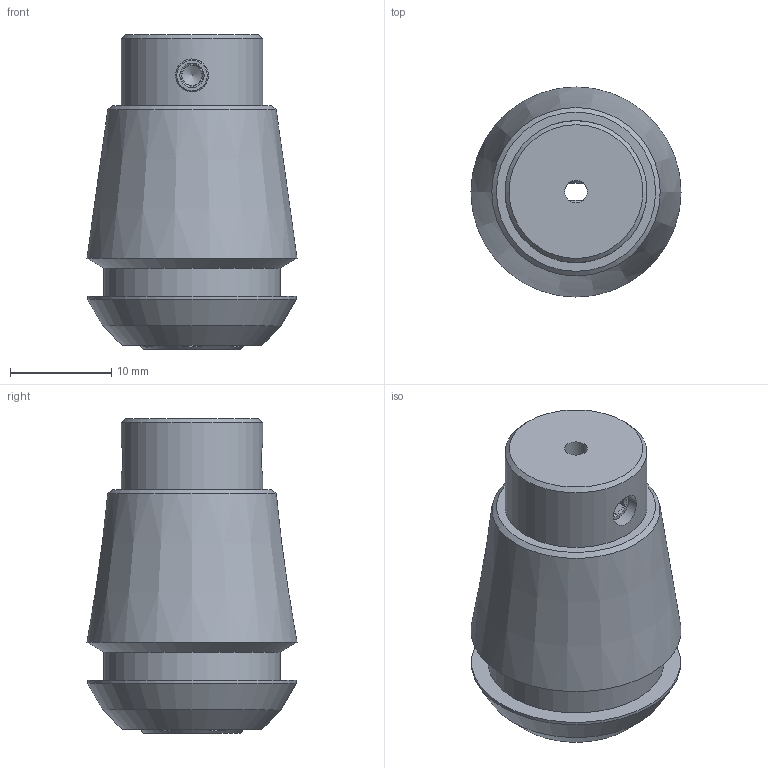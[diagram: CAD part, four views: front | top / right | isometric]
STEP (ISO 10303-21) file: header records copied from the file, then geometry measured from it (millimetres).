
FILE_DESCRIPTION(/* description */ (''),/* implementation_level */ '2;1');
FILE_NAME(/* name */ '152002240.stp',/* time_stamp */ '2021-06-09T11:32:19',/* author */ ('LRA'),/* organization */ ('REGO-FIX'),/* preprocessor_version */ ' Unknown',/* originating_system */ 'SIEMENS PLM Software Solid Edge ST10',/* authorization */ 'Unknown');
FILE_SCHEMA (('AUTOMOTIVE_DESIGN { 1 0 10303 214 2 1 1}'));
Length unit declared in the file: millimetre
Products named in the file (1): NOCUT
Bounding box: 20.73 x 20.73 x 31 mm (x, y, z)
Volume: 7127.8 mm3; surface area: 3031.8 mm2
Topology: 1 solids, 1 shells, 70 faces, 163 edges, 103 vertices
Faces by surface type: plane 40, cylinder 15, cone 15
Full cylindrical faces by diameter (mm): 2.24 x2, 3.242 x3, 11.1 x1, 14 x1, 17.4 x1, 20.6 x1
Entity records: 2378 total; most frequent: CARTESIAN_POINT 440, DIRECTION 292, ORIENTED_EDGE 254, EDGE_CURVE 127, AXIS2_PLACEMENT_3D 119, FACE_BOUND 106, EDGE_LOOP 104, VERTEX_POINT 93
